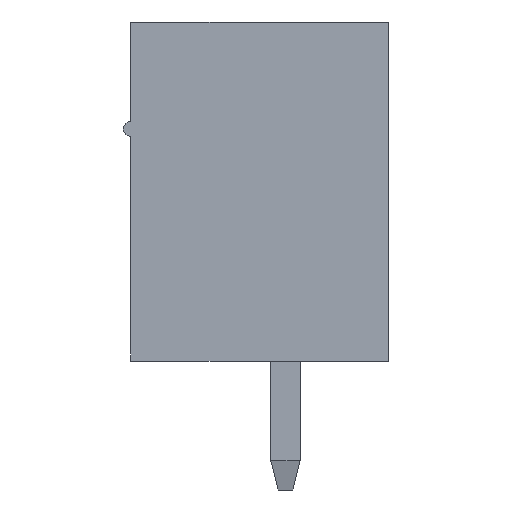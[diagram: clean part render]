
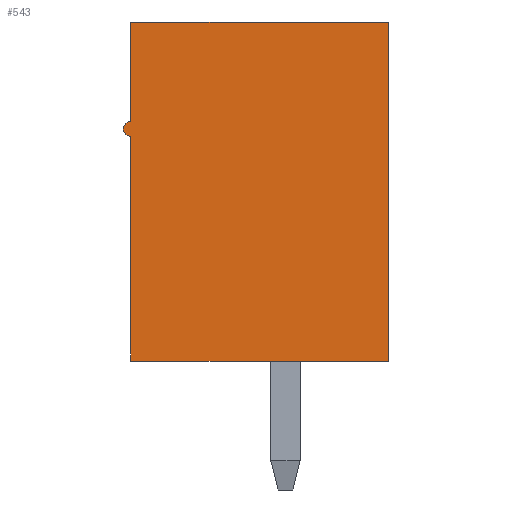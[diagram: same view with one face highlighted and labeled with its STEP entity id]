
A CAD part, left-side view. The second image highlights one B-rep face of the part: STEP entity #543.
In plain terms, the highlighted planar face has unit normal (-1, 0, 0).
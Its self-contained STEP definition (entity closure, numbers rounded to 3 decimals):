
#543 = ADVANCED_FACE( '', ( #1335 ), #1336, .F. );
#1335 = FACE_OUTER_BOUND( '', #2439, .T. );
#1336 = PLANE( '', #2440 );
#2439 = EDGE_LOOP( '', ( #3727, #3728, #3729, #3730, #3731, #3732 ) );
#2440 = AXIS2_PLACEMENT_3D( '', #3733, #3734, #3735 );
#3727 = ORIENTED_EDGE( '', *, *, #6959, .F. );
#3728 = ORIENTED_EDGE( '', *, *, #6960, .T. );
#3729 = ORIENTED_EDGE( '', *, *, #6961, .T. );
#3730 = ORIENTED_EDGE( '', *, *, #6962, .T. );
#3731 = ORIENTED_EDGE( '', *, *, #6963, .F. );
#3732 = ORIENTED_EDGE( '', *, *, #6964, .F. );
#3733 = CARTESIAN_POINT( '', ( -14.55, 0., 0. ) );
#3734 = DIRECTION( '', ( 1., 0., 0. ) );
#3735 = DIRECTION( '', ( 0., 0., -1. ) );
#6959 = EDGE_CURVE( '', #8432, #8433, #8434, .T. );
#6960 = EDGE_CURVE( '', #8432, #8435, #8436, .T. );
#6961 = EDGE_CURVE( '', #8435, #8437, #8438, .F. );
#6962 = EDGE_CURVE( '', #8437, #8439, #8440, .T. );
#6963 = EDGE_CURVE( '', #8441, #8439, #8442, .T. );
#6964 = EDGE_CURVE( '', #8433, #8441, #8443, .T. );
#8432 = VERTEX_POINT( '', #10548 );
#8433 = VERTEX_POINT( '', #10549 );
#8434 = LINE( '', #10550, #10551 );
#8435 = VERTEX_POINT( '', #10552 );
#8436 = LINE( '', #10553, #10554 );
#8437 = VERTEX_POINT( '', #10555 );
#8438 = CIRCLE( '', #10556, 0.2 );
#8439 = VERTEX_POINT( '', #10557 );
#8440 = LINE( '', #10558, #10559 );
#8441 = VERTEX_POINT( '', #10560 );
#8442 = LINE( '', #10561, #10562 );
#8443 = LINE( '', #10563, #10564 );
#10548 = CARTESIAN_POINT( '', ( -14.55, 3.4, 4.6 ) );
#10549 = CARTESIAN_POINT( '', ( -14.55, -3.6, 4.6 ) );
#10550 = CARTESIAN_POINT( '', ( -14.55, 3.6, 4.6 ) );
#10551 = VECTOR( '', #13098, 1000. );
#10552 = CARTESIAN_POINT( '', ( -14.55, 3.4, 1.9 ) );
#10553 = CARTESIAN_POINT( '', ( -14.55, 3.4, 0. ) );
#10554 = VECTOR( '', #13099, 1000. );
#10555 = CARTESIAN_POINT( '', ( -14.55, 3.4, 1.5 ) );
#10556 = AXIS2_PLACEMENT_3D( '', #13100, #13101, #13102 );
#10557 = CARTESIAN_POINT( '', ( -14.55, 3.4, -4.6 ) );
#10558 = CARTESIAN_POINT( '', ( -14.55, 3.4, 0. ) );
#10559 = VECTOR( '', #13103, 1000. );
#10560 = CARTESIAN_POINT( '', ( -14.55, -3.6, -4.6 ) );
#10561 = CARTESIAN_POINT( '', ( -14.55, -3.6, -4.6 ) );
#10562 = VECTOR( '', #13104, 1000. );
#10563 = CARTESIAN_POINT( '', ( -14.55, -3.6, 4.6 ) );
#10564 = VECTOR( '', #13105, 1000. );
#13098 = DIRECTION( '', ( 0., -1., 0. ) );
#13099 = DIRECTION( '', ( 0., 0., -1. ) );
#13100 = CARTESIAN_POINT( '', ( -14.55, 3.4, 1.7 ) );
#13101 = DIRECTION( '', ( 1., 0., 0. ) );
#13102 = DIRECTION( '', ( 0., 0., -1. ) );
#13103 = DIRECTION( '', ( 0., 0., -1. ) );
#13104 = DIRECTION( '', ( 0., 1., 0. ) );
#13105 = DIRECTION( '', ( 0., 0., -1. ) );
